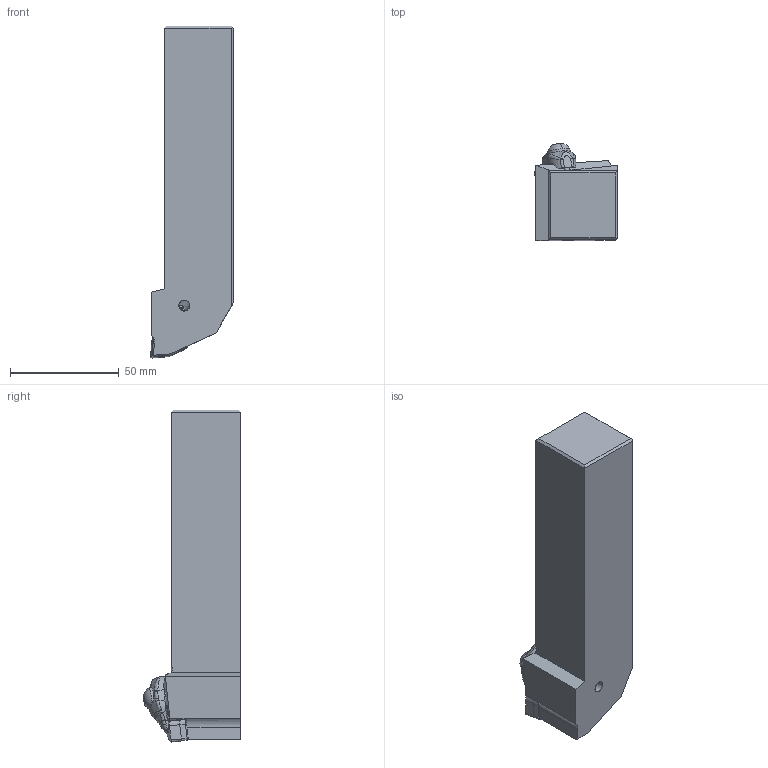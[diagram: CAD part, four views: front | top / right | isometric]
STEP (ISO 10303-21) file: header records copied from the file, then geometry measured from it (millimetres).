
FILE_DESCRIPTION(/* description */ (''),/* implementation_level */ '2;1');
FILE_NAME(/* name */ 'DWLNR-204_IR0_031.stp',/* time_stamp */ '2023-02-09T11:31:59+09:00',/* author */ (''),/* organization */ (''),/* preprocessor_version */ 'ST-DEVELOPER v16',/* originating_system */ 'SIEMENS PLM Software NX 10.0',/* authorisation */ '');
FILE_SCHEMA (('AUTOMOTIVE_DESIGN { 1 0 10303 214 3 1 1 1 }'));
Length unit declared in the file: millimetre
Products named in the file (1): DWLNR-204_IR0_031_ASM
Bounding box: 38.1 x 44.53 x 152.4 mm (x, y, z)
Volume: 151915.3 mm3; surface area: 24309.8 mm2
Topology: 2 solids, 2 shells, 290 faces, 833 edges, 557 vertices
Faces by surface type: cylinder 100, plane 93, bspline 59, cone 20, torus 14, sphere 4
Entity records: 12924 total; most frequent: CARTESIAN_POINT 5554, ORIENTED_EDGE 1618, DIRECTION 1443, EDGE_CURVE 809, AXIS2_PLACEMENT_3D 572, VERTEX_POINT 528, EDGE_LOOP 303, CIRCLE 299
